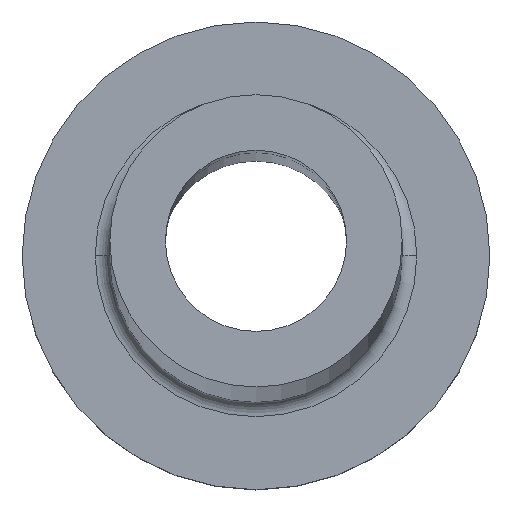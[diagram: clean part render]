
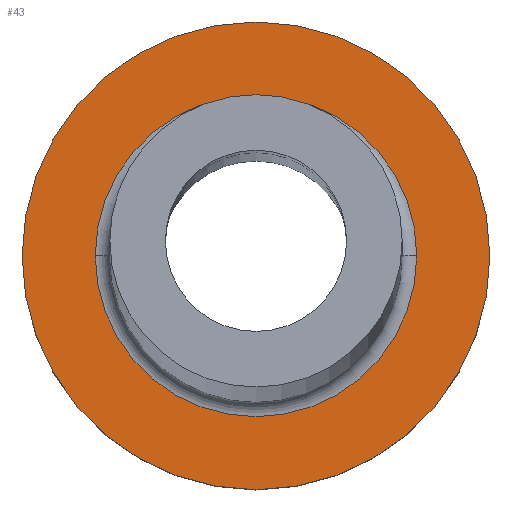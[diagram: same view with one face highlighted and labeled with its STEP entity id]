
A CAD part, top view. The second image highlights one B-rep face of the part: STEP entity #43.
In plain terms, the highlighted planar face has unit normal (0, 0, 1).
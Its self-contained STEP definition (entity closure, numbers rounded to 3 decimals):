
#9 = DIRECTION ( 'NONE',  ( 1., 0., 0. ) ) ;
#17 = VERTEX_POINT ( 'NONE', #168 ) ;
#22 = CARTESIAN_POINT ( 'NONE',  ( 8., 0., 5. ) ) ;
#43 = ADVANCED_FACE ( 'NONE', ( #210, #248 ), #425, .T. ) ;
#51 = DIRECTION ( 'NONE',  ( 0., 0., -1. ) ) ;
#55 = AXIS2_PLACEMENT_3D ( 'NONE', #268, #51, #410 ) ;
#60 = CIRCLE ( 'NONE', #322, 5.5 ) ;
#66 = CARTESIAN_POINT ( 'NONE',  ( 0., 0., 5. ) ) ;
#84 = ORIENTED_EDGE ( 'NONE', *, *, #281, .T. ) ;
#90 = EDGE_LOOP ( 'NONE', ( #203, #141 ) ) ;
#120 = VERTEX_POINT ( 'NONE', #22 ) ;
#141 = ORIENTED_EDGE ( 'NONE', *, *, #295, .T. ) ;
#162 = EDGE_CURVE ( 'NONE', #120, #450, #297, .T. ) ;
#166 = AXIS2_PLACEMENT_3D ( 'NONE', #291, #335, #436 ) ;
#168 = CARTESIAN_POINT ( 'NONE',  ( 5.5, 0., 5. ) ) ;
#175 = DIRECTION ( 'NONE',  ( 1., 0., 0. ) ) ;
#190 = CARTESIAN_POINT ( 'NONE',  ( 0., 0., 5. ) ) ;
#203 = ORIENTED_EDGE ( 'NONE', *, *, #312, .T. ) ;
#210 = FACE_BOUND ( 'NONE', #90, .T. ) ;
#239 = DIRECTION ( 'NONE',  ( 1., 0., 0. ) ) ;
#248 = FACE_OUTER_BOUND ( 'NONE', #267, .T. ) ;
#258 = AXIS2_PLACEMENT_3D ( 'NONE', #190, #338, #9 ) ;
#267 = EDGE_LOOP ( 'NONE', ( #84, #434 ) ) ;
#268 = CARTESIAN_POINT ( 'NONE',  ( 0., 0., 5. ) ) ;
#279 = CARTESIAN_POINT ( 'NONE',  ( -5.5, 0., 5. ) ) ;
#281 = EDGE_CURVE ( 'NONE', #450, #120, #288, .T. ) ;
#288 = CIRCLE ( 'NONE', #258, 8. ) ;
#291 = CARTESIAN_POINT ( 'NONE',  ( 0., 0., 5. ) ) ;
#295 = EDGE_CURVE ( 'NONE', #414, #17, #337, .T. ) ;
#297 = CIRCLE ( 'NONE', #166, 8. ) ;
#312 = EDGE_CURVE ( 'NONE', #17, #414, #60, .T. ) ;
#318 = DIRECTION ( 'NONE',  ( 0., 0., 1. ) ) ;
#322 = AXIS2_PLACEMENT_3D ( 'NONE', #378, #438, #239 ) ;
#335 = DIRECTION ( 'NONE',  ( 0., 0., 1. ) ) ;
#337 = CIRCLE ( 'NONE', #55, 5.5 ) ;
#338 = DIRECTION ( 'NONE',  ( 0., 0., 1. ) ) ;
#354 = AXIS2_PLACEMENT_3D ( 'NONE', #66, #318, #175 ) ;
#364 = CARTESIAN_POINT ( 'NONE',  ( -8., 0., 5. ) ) ;
#378 = CARTESIAN_POINT ( 'NONE',  ( 0., 0., 5. ) ) ;
#410 = DIRECTION ( 'NONE',  ( 1., 0., 0. ) ) ;
#414 = VERTEX_POINT ( 'NONE', #279 ) ;
#425 = PLANE ( 'NONE',  #354 ) ;
#434 = ORIENTED_EDGE ( 'NONE', *, *, #162, .T. ) ;
#436 = DIRECTION ( 'NONE',  ( 1., 0., 0. ) ) ;
#438 = DIRECTION ( 'NONE',  ( 0., 0., -1. ) ) ;
#450 = VERTEX_POINT ( 'NONE', #364 ) ;
